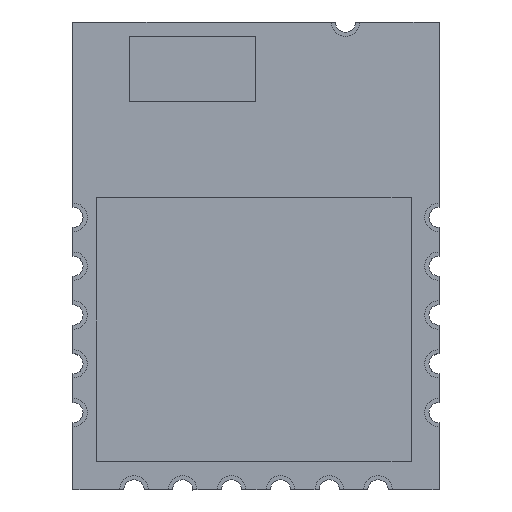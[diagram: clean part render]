
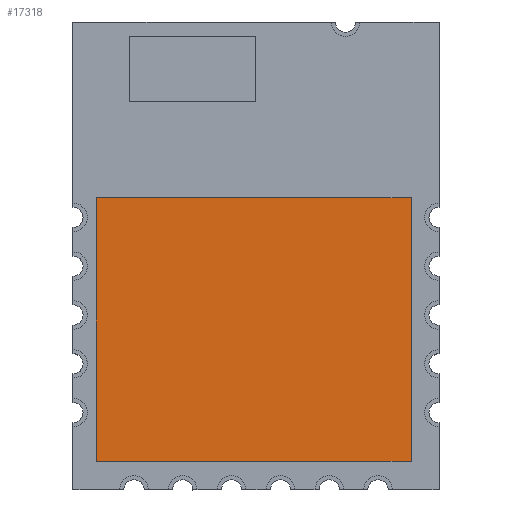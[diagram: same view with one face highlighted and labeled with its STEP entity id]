
A CAD part, top view. The second image highlights one B-rep face of the part: STEP entity #17318.
In plain terms, the highlighted planar face has unit normal (0, 0, 1).
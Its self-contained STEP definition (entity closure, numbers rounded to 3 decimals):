
#831 = VECTOR ( 'NONE', #43267, 1000. ) ;
#2912 = CARTESIAN_POINT ( 'NONE',  ( 0.58, 7.18, 2.1 ) ) ;
#7264 = CARTESIAN_POINT ( 'NONE',  ( 8.31, 0.7, 2.1 ) ) ;
#7769 = VECTOR ( 'NONE', #36635, 1000. ) ;
#7868 = CARTESIAN_POINT ( 'NONE',  ( 8.31, 7.18, 2.1 ) ) ;
#10168 = EDGE_LOOP ( 'NONE', ( #12506, #35112, #34237, #21986 ) ) ;
#11423 = DIRECTION ( 'NONE',  ( 1., 0., 0. ) ) ;
#11747 = VECTOR ( 'NONE', #37236, 1000. ) ;
#12506 = ORIENTED_EDGE ( 'NONE', *, *, #37752, .T. ) ;
#14177 = FACE_OUTER_BOUND ( 'NONE', #10168, .T. ) ;
#15970 = EDGE_CURVE ( 'NONE', #27365, #44441, #33929, .T. ) ;
#17318 = ADVANCED_FACE ( 'NONE', ( #14177 ), #41642, .T. ) ;
#17587 = VERTEX_POINT ( 'NONE', #42419 ) ;
#18370 = DIRECTION ( 'NONE',  ( 0., 0., 1. ) ) ;
#21986 = ORIENTED_EDGE ( 'NONE', *, *, #24151, .T. ) ;
#22009 = VERTEX_POINT ( 'NONE', #7868 ) ;
#22305 = LINE ( 'NONE', #32854, #831 ) ;
#24151 = EDGE_CURVE ( 'NONE', #44441, #17587, #30921, .T. ) ;
#24201 = CARTESIAN_POINT ( 'NONE',  ( 0.58, 0.7, 2.1 ) ) ;
#24453 = CARTESIAN_POINT ( 'NONE',  ( 0.58, 0.7, 2.1 ) ) ;
#26033 = CARTESIAN_POINT ( 'NONE',  ( 0.58, 0.7, 2.1 ) ) ;
#27365 = VERTEX_POINT ( 'NONE', #2912 ) ;
#30921 = LINE ( 'NONE', #24201, #11747 ) ;
#32854 = CARTESIAN_POINT ( 'NONE',  ( 8.31, 7.18, 2.1 ) ) ;
#33929 = LINE ( 'NONE', #43889, #7769 ) ;
#33958 = EDGE_CURVE ( 'NONE', #22009, #27365, #22305, .T. ) ;
#34237 = ORIENTED_EDGE ( 'NONE', *, *, #15970, .T. ) ;
#34440 = DIRECTION ( 'NONE',  ( 0., 1., 0. ) ) ;
#35112 = ORIENTED_EDGE ( 'NONE', *, *, #33958, .T. ) ;
#36635 = DIRECTION ( 'NONE',  ( 0., -1., 0. ) ) ;
#37236 = DIRECTION ( 'NONE',  ( 1., 0., 0. ) ) ;
#37752 = EDGE_CURVE ( 'NONE', #17587, #22009, #41419, .T. ) ;
#41419 = LINE ( 'NONE', #7264, #42650 ) ;
#41642 = PLANE ( 'NONE',  #42215 ) ;
#42215 = AXIS2_PLACEMENT_3D ( 'NONE', #26033, #18370, #11423 ) ;
#42419 = CARTESIAN_POINT ( 'NONE',  ( 8.31, 0.7, 2.1 ) ) ;
#42650 = VECTOR ( 'NONE', #34440, 1000. ) ;
#43267 = DIRECTION ( 'NONE',  ( -1., 0., 0. ) ) ;
#43889 = CARTESIAN_POINT ( 'NONE',  ( 0.58, 7.18, 2.1 ) ) ;
#44441 = VERTEX_POINT ( 'NONE', #24453 ) ;
